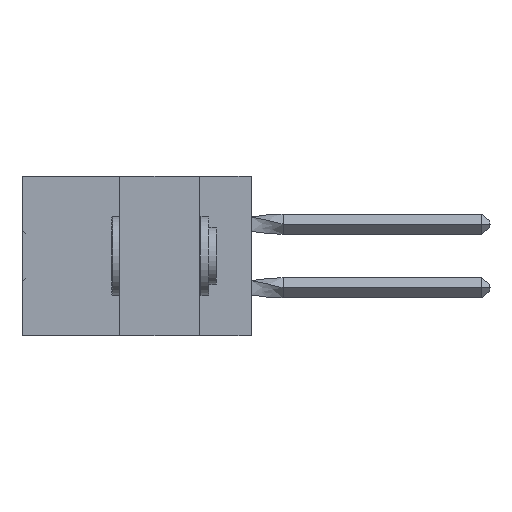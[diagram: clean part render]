
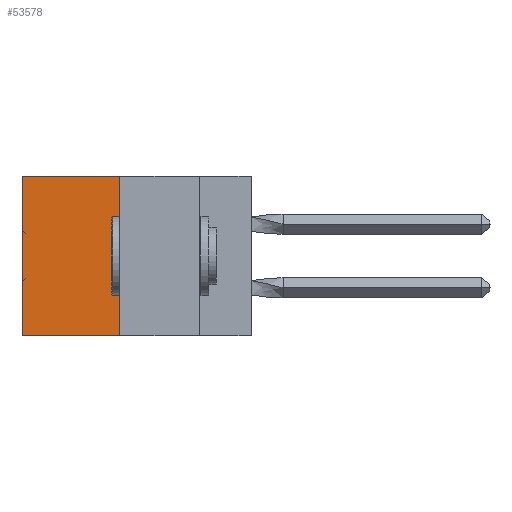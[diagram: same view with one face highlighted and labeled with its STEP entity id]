
A CAD part, left-side view. The second image highlights one B-rep face of the part: STEP entity #53578.
In plain terms, the highlighted planar face has unit normal (-1, 0, 0).
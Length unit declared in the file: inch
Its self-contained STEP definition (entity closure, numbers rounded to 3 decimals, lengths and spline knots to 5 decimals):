
#994 = ORIENTED_EDGE ( 'NONE', *, *, #41325, .T. ) ;
#2948 = ORIENTED_EDGE ( 'NONE', *, *, #15423, .F. ) ;
#3306 = DIRECTION ( 'NONE',  ( 0., 0., -1. ) ) ;
#4146 = EDGE_CURVE ( 'NONE', #31247, #29882, #23671, .T. ) ;
#5889 = FACE_OUTER_BOUND ( 'NONE', #50685, .T. ) ;
#6252 = ORIENTED_EDGE ( 'NONE', *, *, #48469, .F. ) ;
#9900 = VECTOR ( 'NONE', #32570, 39.37008 ) ;
#9907 = AXIS2_PLACEMENT_3D ( 'NONE', #12921, #40212, #3306 ) ;
#10967 = LINE ( 'NONE', #40426, #21770 ) ;
#12921 = CARTESIAN_POINT ( 'NONE',  ( 0.305, 0.413, -0.5 ) ) ;
#15423 = EDGE_CURVE ( 'NONE', #29756, #28494, #10967, .T. ) ;
#18120 = LINE ( 'NONE', #32005, #44214 ) ;
#19291 = CARTESIAN_POINT ( 'NONE',  ( 0.305, 0.72, -0.5 ) ) ;
#20590 = CARTESIAN_POINT ( 'NONE',  ( 0.305, 0.413, 0. ) ) ;
#21770 = VECTOR ( 'NONE', #26683, 39.37008 ) ;
#23671 = LINE ( 'NONE', #28147, #9900 ) ;
#26088 = VECTOR ( 'NONE', #51769, 39.37008 ) ;
#26683 = DIRECTION ( 'NONE',  ( 0., 1., 0. ) ) ;
#28147 = CARTESIAN_POINT ( 'NONE',  ( 0.305, 0.413, 0. ) ) ;
#28494 = VERTEX_POINT ( 'NONE', #19291 ) ;
#29756 = VERTEX_POINT ( 'NONE', #45342 ) ;
#29882 = VERTEX_POINT ( 'NONE', #38546 ) ;
#31208 = ORIENTED_EDGE ( 'NONE', *, *, #4146, .T. ) ;
#31247 = VERTEX_POINT ( 'NONE', #20590 ) ;
#32005 = CARTESIAN_POINT ( 'NONE',  ( 0.305, 0.413, -0.5 ) ) ;
#32570 = DIRECTION ( 'NONE',  ( 0., 1., 0. ) ) ;
#37048 = DIRECTION ( 'NONE',  ( 0., 0., -1. ) ) ;
#37205 = CARTESIAN_POINT ( 'NONE',  ( 0.305, 0.72, -0.5 ) ) ;
#38546 = CARTESIAN_POINT ( 'NONE',  ( 0.305, 0.72, 0. ) ) ;
#40212 = DIRECTION ( 'NONE',  ( 1., 0., 0. ) ) ;
#40426 = CARTESIAN_POINT ( 'NONE',  ( 0.305, 0.413, -0.5 ) ) ;
#41325 = EDGE_CURVE ( 'NONE', #29882, #28494, #58582, .T. ) ;
#44214 = VECTOR ( 'NONE', #37048, 39.37008 ) ;
#45342 = CARTESIAN_POINT ( 'NONE',  ( 0.305, 0.413, -0.5 ) ) ;
#48469 = EDGE_CURVE ( 'NONE', #31247, #29756, #18120, .T. ) ;
#50685 = EDGE_LOOP ( 'NONE', ( #994, #2948, #6252, #31208 ) ) ;
#51769 = DIRECTION ( 'NONE',  ( 0., 0., -1. ) ) ;
#53578 = ADVANCED_FACE ( 'NONE', ( #5889 ), #53967, .F. ) ;
#53967 = PLANE ( 'NONE',  #9907 ) ;
#58582 = LINE ( 'NONE', #37205, #26088 ) ;
